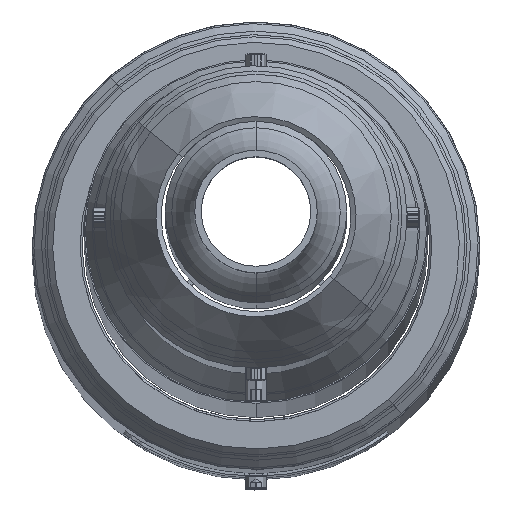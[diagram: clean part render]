
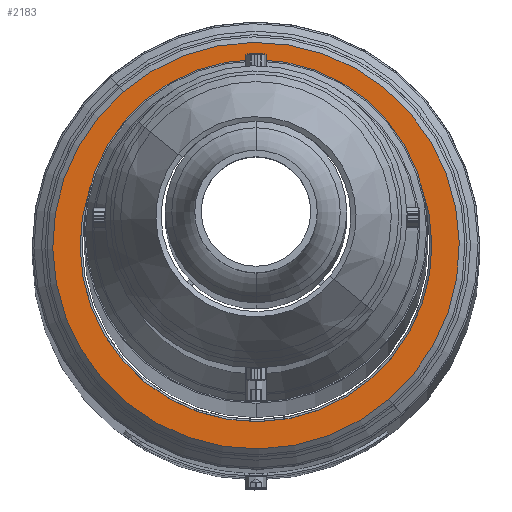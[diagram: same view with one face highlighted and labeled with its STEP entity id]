
A CAD part, top view. The second image highlights one B-rep face of the part: STEP entity #2183.
In plain terms, the highlighted face is planar.
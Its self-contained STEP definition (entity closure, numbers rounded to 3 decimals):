
#4 = FACE_BOUND ( 'NONE', #1527, .T. ) ;
#59 = DIRECTION ( 'NONE',  ( 0., 0., 1. ) ) ;
#187 = DIRECTION ( 'NONE',  ( 0., 0., -1. ) ) ;
#403 = DIRECTION ( 'NONE',  ( 1., 0., 0. ) ) ;
#739 = EDGE_CURVE ( 'NONE', #3081, #1124, #1433, .T. ) ;
#900 = VERTEX_POINT ( 'NONE', #7794 ) ;
#1124 = VERTEX_POINT ( 'NONE', #7632 ) ;
#1433 = CIRCLE ( 'NONE', #4525, 99.55 ) ;
#1527 = EDGE_LOOP ( 'NONE', ( #5128, #9974 ) ) ;
#1577 = PLANE ( 'NONE',  #4131 ) ;
#1839 = CARTESIAN_POINT ( 'NONE',  ( 0., 0., -40. ) ) ;
#2183 = ADVANCED_FACE ( 'NONE', ( #4, #5461 ), #1577, .F. ) ;
#2184 = EDGE_CURVE ( 'NONE', #900, #6482, #8744, .T. ) ;
#2203 = CARTESIAN_POINT ( 'NONE',  ( 0., 109.55, -40. ) ) ;
#2357 = CARTESIAN_POINT ( 'NONE',  ( 0., 0., -40. ) ) ;
#3081 = VERTEX_POINT ( 'NONE', #4701 ) ;
#3235 = CIRCLE ( 'NONE', #7717, 99.55 ) ;
#3590 = CARTESIAN_POINT ( 'NONE',  ( 86.15, 0., -40. ) ) ;
#3634 = ORIENTED_EDGE ( 'NONE', *, *, #739, .T. ) ;
#4127 = DIRECTION ( 'NONE',  ( 0., 0., -1. ) ) ;
#4131 = AXIS2_PLACEMENT_3D ( 'NONE', #2203, #5303, #4683 ) ;
#4224 = AXIS2_PLACEMENT_3D ( 'NONE', #1839, #9233, #403 ) ;
#4525 = AXIS2_PLACEMENT_3D ( 'NONE', #5023, #187, #5803 ) ;
#4683 = DIRECTION ( 'NONE',  ( 1., 0., 0. ) ) ;
#4701 = CARTESIAN_POINT ( 'NONE',  ( -99.55, 0., -40. ) ) ;
#5023 = CARTESIAN_POINT ( 'NONE',  ( 0., 0., -40. ) ) ;
#5128 = ORIENTED_EDGE ( 'NONE', *, *, #2184, .T. ) ;
#5303 = DIRECTION ( 'NONE',  ( 0., 0., 1. ) ) ;
#5461 = FACE_OUTER_BOUND ( 'NONE', #5493, .T. ) ;
#5493 = EDGE_LOOP ( 'NONE', ( #6025, #3634 ) ) ;
#5803 = DIRECTION ( 'NONE',  ( 1., 0., 0. ) ) ;
#6025 = ORIENTED_EDGE ( 'NONE', *, *, #6312, .T. ) ;
#6312 = EDGE_CURVE ( 'NONE', #1124, #3081, #3235, .T. ) ;
#6362 = EDGE_CURVE ( 'NONE', #6482, #900, #8683, .T. ) ;
#6482 = VERTEX_POINT ( 'NONE', #3590 ) ;
#7296 = DIRECTION ( 'NONE',  ( 1., 0., 0. ) ) ;
#7632 = CARTESIAN_POINT ( 'NONE',  ( 99.55, 0., -40. ) ) ;
#7717 = AXIS2_PLACEMENT_3D ( 'NONE', #8057, #4127, #7296 ) ;
#7794 = CARTESIAN_POINT ( 'NONE',  ( -86.15, 0., -40. ) ) ;
#8057 = CARTESIAN_POINT ( 'NONE',  ( 0., 0., -40. ) ) ;
#8477 = DIRECTION ( 'NONE',  ( 1., 0., 0. ) ) ;
#8683 = CIRCLE ( 'NONE', #4224, 86.15 ) ;
#8744 = CIRCLE ( 'NONE', #10067, 86.15 ) ;
#9233 = DIRECTION ( 'NONE',  ( 0., 0., 1. ) ) ;
#9974 = ORIENTED_EDGE ( 'NONE', *, *, #6362, .T. ) ;
#10067 = AXIS2_PLACEMENT_3D ( 'NONE', #2357, #59, #8477 ) ;
